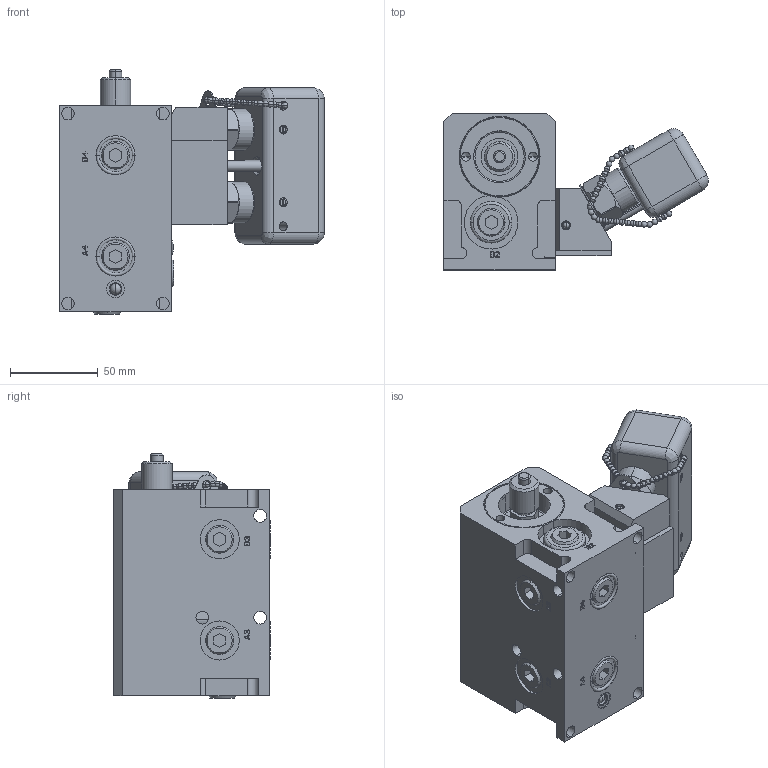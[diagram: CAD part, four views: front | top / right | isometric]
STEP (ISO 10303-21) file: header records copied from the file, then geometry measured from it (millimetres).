
FILE_DESCRIPTION((''),'2;1');
FILE_NAME('ILC56000524','2020-04-16T',('npeters'),(''),'PRO/ENGINEER BY PARAMETRIC TECHNOLOGY CORPORATION, 2013320','PRO/ENGINEER BY PARAMETRIC TECHNOLOGY CORPORATION, 2013320','');
FILE_SCHEMA(('AUTOMOTIVE_DESIGN { 1 0 10303 214 1 1 1 1 }'));
Length unit declared in the file: inch
Products named in the file (3): ILC56000524_PD; ILC56000524_COVER; ILC56000524
Assembly tree (2 placements, depth 2):
  ILC56000524
    ILC56000524_PD
    ILC56000524_COVER
Bounding box: 150.45 x 89.18 x 138.76 mm (x, y, z)
Volume: 701541 mm3; surface area: 110535.9 mm2
Topology: 2 solids, 46 shells, 1340 faces, 3445 edges, 2139 vertices
Faces by surface type: plane 796, cylinder 222, sphere 142, cone 122, torus 54, bspline 4
Entity records: 44093 total; most frequent: CARTESIAN_POINT 9221, DIRECTION 6773, ORIENTED_EDGE 6526, EDGE_CURVE 3267, AXIS2_PLACEMENT_3D 2272, VECTOR 2229, LINE 2229, VERTEX_POINT 2139
